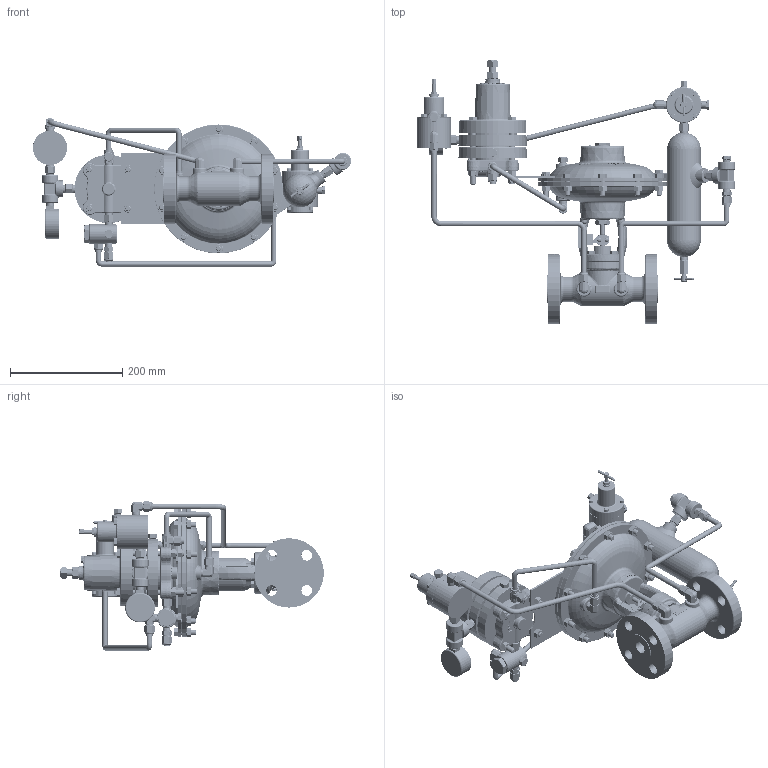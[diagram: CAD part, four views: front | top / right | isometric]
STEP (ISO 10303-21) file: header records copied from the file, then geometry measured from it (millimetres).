
FILE_DESCRIPTION (( 'STEP AP203' ), '1' );
FILE_NAME ('1 INCH HPMV 300RF FMT PO (30HPPR).step', '2014-01-24T21:42:19', ( 'PCTech' ), ( 'Microsoft' ), 'SwSTEP 2.0', 'SolidWorks 2013', '' );
FILE_SCHEMA (( 'CONFIG_CONTROL_DESIGN' ));
Products named in the file (1): 1 INCH HPMV 300RF FMT PO (30HPPR)
Bounding box: 568.04 x 470.69 x 266.54 mm (x, y, z)
Volume: 5747075.9 mm3; surface area: 1186669.9 mm2
Topology: 210 solids, 211 shells, 8525 faces, 20536 edges, 12854 vertices
Faces by surface type: plane 3628, bspline 1615, cone 1351, cylinder 1337, torus 507, sphere 87
Entity records: 396660 total; most frequent: CARTESIAN_POINT 210225, ORIENTED_EDGE 40876, DIRECTION 34831, EDGE_CURVE 20438, VERTEX_POINT 12838, AXIS2_PLACEMENT_3D 12691, VECTOR 9449, LINE 9449
